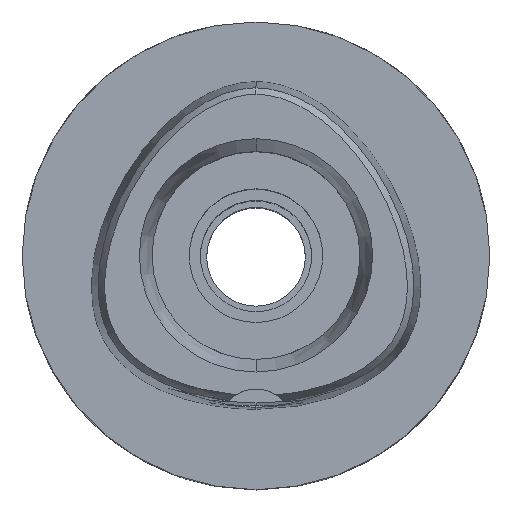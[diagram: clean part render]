
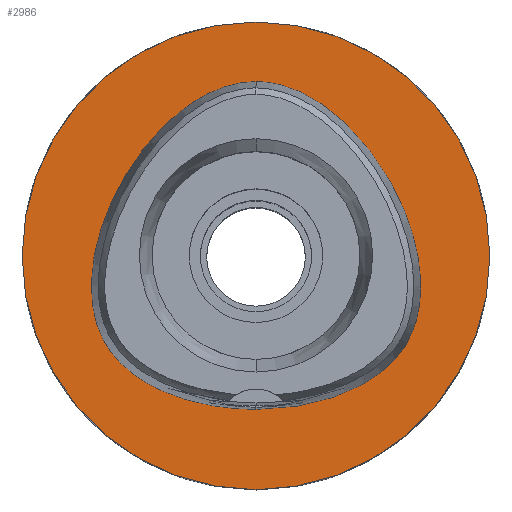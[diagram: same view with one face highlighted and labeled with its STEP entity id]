
A CAD part, top view. The second image highlights one B-rep face of the part: STEP entity #2986.
In plain terms, the highlighted planar face has unit normal (0, 0, 1).
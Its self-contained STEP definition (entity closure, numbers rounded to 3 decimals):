
#136 = CARTESIAN_POINT ( 'NONE',  ( -22.245, -4.1, 0. ) ) ;
#182 = CARTESIAN_POINT ( 'NONE',  ( 21.978, -0.281, 0. ) ) ;
#199 = B_SPLINE_CURVE_WITH_KNOTS ( 'NONE', 3,
 ( #4461, #238, #4038, #561, #2105, #1769, #2845, #3330, #2928, #4508, #136, #3984, #4868, #4401, #3649, #215, #1371, #966, #2051, #914, #4484, #3597, #3229 ),
 .UNSPECIFIED., .F., .F.,
 ( 4, 1, 1, 1, 1, 1, 1, 1, 1, 1, 1, 1, 1, 1, 1, 1, 1, 1, 1, 1, 4 ),
 ( 0., 0.042, 0.083, 0.125, 0.167, 0.25, 0.333, 0.417, 0.5, 0.542, 0.583, 0.625, 0.646, 0.667, 0.688, 0.708, 0.75, 0.792, 0.833, 0.917, 1. ),
 .UNSPECIFIED. ) ;
#215 = CARTESIAN_POINT ( 'NONE',  ( -19.649, -12.825, 0. ) ) ;
#238 = CARTESIAN_POINT ( 'NONE',  ( -0.855, 23.475, 0. ) ) ;
#254 = CARTESIAN_POINT ( 'NONE',  ( 22.057, -6.848, 0. ) ) ;
#388 = CARTESIAN_POINT ( 'NONE',  ( 0., 0., 0. ) ) ;
#527 = CARTESIAN_POINT ( 'NONE',  ( 5.098, 22.526, 0. ) ) ;
#542 = ORIENTED_EDGE ( 'NONE', *, *, #4039, .F. ) ;
#556 = CARTESIAN_POINT ( 'NONE',  ( 19.649, -12.825, 0. ) ) ;
#561 = CARTESIAN_POINT ( 'NONE',  ( -5.098, 22.526, 0. ) ) ;
#581 = CARTESIAN_POINT ( 'NONE',  ( 22.245, -4.1, 0. ) ) ;
#658 = VERTEX_POINT ( 'NONE', #4779 ) ;
#795 = ORIENTED_EDGE ( 'NONE', *, *, #877, .F. ) ;
#866 = DIRECTION ( 'NONE',  ( 0., -1., 0. ) ) ;
#877 = EDGE_CURVE ( 'NONE', #2511, #4160, #3273, .T. ) ;
#914 = CARTESIAN_POINT ( 'NONE',  ( -11.233, -18.893, 0. ) ) ;
#962 = CARTESIAN_POINT ( 'NONE',  ( 2.114, -20.675, 0. ) ) ;
#966 = CARTESIAN_POINT ( 'NONE',  ( -16.959, -15.678, 0. ) ) ;
#1012 = CARTESIAN_POINT ( 'NONE',  ( 14.673, -17.214, 0. ) ) ;
#1037 = CARTESIAN_POINT ( 'NONE',  ( 20.35, -11.749, 0. ) ) ;
#1133 = DIRECTION ( 'NONE',  ( 0., -1., 0. ) ) ;
#1152 = CARTESIAN_POINT ( 'NONE',  ( 0., 0., 0. ) ) ;
#1371 = CARTESIAN_POINT ( 'NONE',  ( -18.568, -14.169, 0. ) ) ;
#1511 = FACE_BOUND ( 'NONE', #4339, .T. ) ;
#1537 = EDGE_CURVE ( 'NONE', #3532, #658, #3212, .T. ) ;
#1638 = AXIS2_PLACEMENT_3D ( 'NONE', #4625, #1861, #1133 ) ;
#1714 = CARTESIAN_POINT ( 'NONE',  ( 20.749, 4.657, 0. ) ) ;
#1728 = CARTESIAN_POINT ( 'NONE',  ( 0., -31.5, 0. ) ) ;
#1769 = CARTESIAN_POINT ( 'NONE',  ( -10.746, 19.174, 0. ) ) ;
#1790 = CARTESIAN_POINT ( 'NONE',  ( 18.568, -14.169, 0. ) ) ;
#1861 = DIRECTION ( 'NONE',  ( 0., 0., -1. ) ) ;
#1874 = DIRECTION ( 'NONE',  ( 0., 0., -1. ) ) ;
#1931 = DIRECTION ( 'NONE',  ( 0., 0., -1. ) ) ;
#1994 = ORIENTED_EDGE ( 'NONE', *, *, #5006, .F. ) ;
#2051 = CARTESIAN_POINT ( 'NONE',  ( -14.673, -17.214, 0. ) ) ;
#2057 = CARTESIAN_POINT ( 'NONE',  ( 0., -20.675, 0. ) ) ;
#2100 = CARTESIAN_POINT ( 'NONE',  ( 20.932, -10.604, 0. ) ) ;
#2105 = CARTESIAN_POINT ( 'NONE',  ( -7.571, 21.315, 0. ) ) ;
#2118 = CIRCLE ( 'NONE', #2524, 31.5 ) ;
#2126 = CARTESIAN_POINT ( 'NONE',  ( 0.855, 23.475, 0. ) ) ;
#2203 = CARTESIAN_POINT ( 'NONE',  ( 0., 23.475, 0. ) ) ;
#2511 = VERTEX_POINT ( 'NONE', #2057 ) ;
#2524 = AXIS2_PLACEMENT_3D ( 'NONE', #388, #1874, #2649 ) ;
#2579 = EDGE_LOOP ( 'NONE', ( #1994, #3427 ) ) ;
#2588 = CARTESIAN_POINT ( 'NONE',  ( 14.408, 15.641, 0. ) ) ;
#2649 = DIRECTION ( 'NONE',  ( 0., 1., 0. ) ) ;
#2845 = CARTESIAN_POINT ( 'NONE',  ( -14.408, 15.641, 0. ) ) ;
#2895 = CARTESIAN_POINT ( 'NONE',  ( 6.341, -20.298, 0. ) ) ;
#2928 = CARTESIAN_POINT ( 'NONE',  ( -20.749, 4.657, 0. ) ) ;
#2951 = CARTESIAN_POINT ( 'NONE',  ( 11.233, -18.893, 0. ) ) ;
#2974 = CARTESIAN_POINT ( 'NONE',  ( 0., -20.675, 0. ) ) ;
#2986 = ADVANCED_FACE ( 'NONE', ( #3447, #1511 ), #3065, .F. ) ;
#3065 = PLANE ( 'NONE',  #1638 ) ;
#3212 = CIRCLE ( 'NONE', #3846, 31.5 ) ;
#3229 = CARTESIAN_POINT ( 'NONE',  ( 0., -20.675, 0. ) ) ;
#3273 = B_SPLINE_CURVE_WITH_KNOTS ( 'NONE', 3,
 ( #2974, #962, #2895, #2951, #1012, #3671, #1790, #556, #1037, #2100, #3720, #254, #581, #182, #1714, #3350, #2588, #4910, #3303, #527, #4833, #2126, #4863 ),
 .UNSPECIFIED., .F., .F.,
 ( 4, 1, 1, 1, 1, 1, 1, 1, 1, 1, 1, 1, 1, 1, 1, 1, 1, 1, 1, 1, 4 ),
 ( 0., 0.083, 0.167, 0.208, 0.25, 0.292, 0.312, 0.333, 0.354, 0.375, 0.417, 0.458, 0.5, 0.583, 0.667, 0.75, 0.833, 0.875, 0.917, 0.958, 1. ),
 .UNSPECIFIED. ) ;
#3303 = CARTESIAN_POINT ( 'NONE',  ( 7.571, 21.315, 0. ) ) ;
#3330 = CARTESIAN_POINT ( 'NONE',  ( -18.068, 10.432, 0. ) ) ;
#3350 = CARTESIAN_POINT ( 'NONE',  ( 18.068, 10.432, 0. ) ) ;
#3427 = ORIENTED_EDGE ( 'NONE', *, *, #1537, .F. ) ;
#3447 = FACE_OUTER_BOUND ( 'NONE', #2579, .T. ) ;
#3532 = VERTEX_POINT ( 'NONE', #1728 ) ;
#3597 = CARTESIAN_POINT ( 'NONE',  ( -2.114, -20.675, 0. ) ) ;
#3649 = CARTESIAN_POINT ( 'NONE',  ( -20.35, -11.749, 0. ) ) ;
#3671 = CARTESIAN_POINT ( 'NONE',  ( 16.959, -15.678, 0. ) ) ;
#3720 = CARTESIAN_POINT ( 'NONE',  ( 21.555, -8.996, 0. ) ) ;
#3846 = AXIS2_PLACEMENT_3D ( 'NONE', #1152, #1931, #866 ) ;
#3984 = CARTESIAN_POINT ( 'NONE',  ( -22.057, -6.848, 0. ) ) ;
#4038 = CARTESIAN_POINT ( 'NONE',  ( -2.565, 23.293, 0. ) ) ;
#4039 = EDGE_CURVE ( 'NONE', #4160, #2511, #199, .T. ) ;
#4160 = VERTEX_POINT ( 'NONE', #2203 ) ;
#4339 = EDGE_LOOP ( 'NONE', ( #542, #795 ) ) ;
#4401 = CARTESIAN_POINT ( 'NONE',  ( -20.932, -10.604, 0. ) ) ;
#4461 = CARTESIAN_POINT ( 'NONE',  ( 0., 23.475, 0. ) ) ;
#4484 = CARTESIAN_POINT ( 'NONE',  ( -6.341, -20.298, 0. ) ) ;
#4508 = CARTESIAN_POINT ( 'NONE',  ( -21.978, -0.281, 0. ) ) ;
#4625 = CARTESIAN_POINT ( 'NONE',  ( 0., 0., 0. ) ) ;
#4779 = CARTESIAN_POINT ( 'NONE',  ( 0., 31.5, 0. ) ) ;
#4833 = CARTESIAN_POINT ( 'NONE',  ( 2.565, 23.293, 0. ) ) ;
#4863 = CARTESIAN_POINT ( 'NONE',  ( 0., 23.475, 0. ) ) ;
#4868 = CARTESIAN_POINT ( 'NONE',  ( -21.555, -8.996, 0. ) ) ;
#4910 = CARTESIAN_POINT ( 'NONE',  ( 10.746, 19.174, 0. ) ) ;
#5006 = EDGE_CURVE ( 'NONE', #658, #3532, #2118, .T. ) ;
